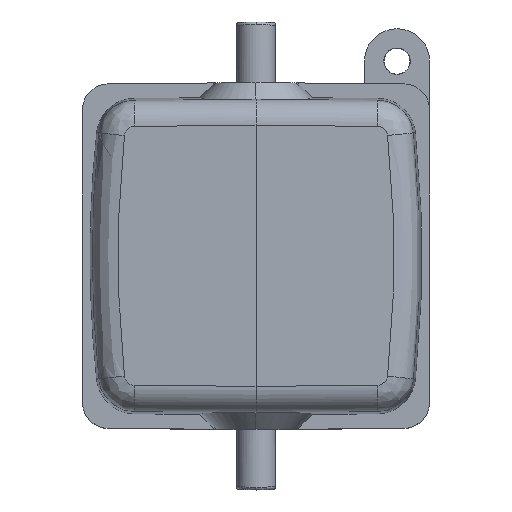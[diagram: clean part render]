
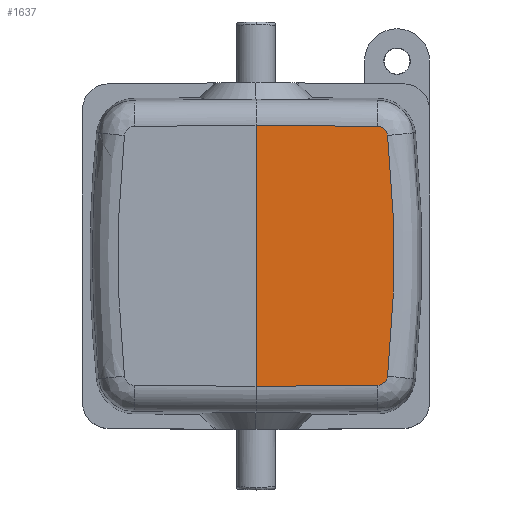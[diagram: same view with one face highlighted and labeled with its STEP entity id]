
A CAD part, top view. The second image highlights one B-rep face of the part: STEP entity #1637.
In plain terms, the highlighted planar face has unit normal (0.009, 0, 1).
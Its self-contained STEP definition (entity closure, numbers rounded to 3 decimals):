
#78 = VERTEX_POINT ( 'NONE', #4264 ) ;
#511 = EDGE_CURVE ( 'NONE', #5026, #2578, #7283, .T. ) ;
#565 = CARTESIAN_POINT ( 'NONE',  ( 9.721, 9.886, 13.915 ) ) ;
#619 = CARTESIAN_POINT ( 'NONE',  ( 9.34, 9.96, 13.918 ) ) ;
#631 = VERTEX_POINT ( 'NONE', #2167 ) ;
#782 = EDGE_CURVE ( 'NONE', #2414, #5026, #1814, .T. ) ;
#1114 = CARTESIAN_POINT ( 'NONE',  ( 10.083, 9.44, 13.912 ) ) ;
#1309 = ORIENTED_EDGE ( 'NONE', *, *, #5190, .T. ) ;
#1453 = CARTESIAN_POINT ( 'NONE',  ( 5.023, 9.997, 13.956 ) ) ;
#1637 = ADVANCED_FACE ( 'NONE', ( #3387 ), #3616, .F. ) ;
#1677 = VECTOR ( 'NONE', #2570, 1000. ) ;
#1687 = CARTESIAN_POINT ( 'NONE',  ( 0., -10.04, 14. ) ) ;
#1765 = EDGE_CURVE ( 'NONE', #4792, #631, #6070, .T. ) ;
#1814 = B_SPLINE_CURVE_WITH_KNOTS ( 'NONE', 3,
 ( #6022, #6091, #6083, #6114, #6140, #6158, #6180, #6188 ),
 .UNSPECIFIED., .F., .F.,
 ( 4, 2, 2, 4 ),
 ( 0., 0.25, 0.5, 1. ),
 .UNSPECIFIED. ) ;
#2167 = CARTESIAN_POINT ( 'NONE',  ( 0., 10.04, 14. ) ) ;
#2301 = CARTESIAN_POINT ( 'NONE',  ( 10.12, 9.252, 13.912 ) ) ;
#2414 = VERTEX_POINT ( 'NONE', #4899 ) ;
#2477 = AXIS2_PLACEMENT_3D ( 'NONE', #4429, #5738, #6860 ) ;
#2570 = DIRECTION ( 'NONE',  ( 1., -0.009, -0.009 ) ) ;
#2578 = VERTEX_POINT ( 'NONE', #6410 ) ;
#2974 = DIRECTION ( 'NONE',  ( 0., 1., 0. ) ) ;
#3110 = B_SPLINE_CURVE_WITH_KNOTS ( 'NONE', 3,
 ( #3445, #5157, #1114, #5551, #7064, #565, #5845, #619 ),
 .UNSPECIFIED., .F., .F.,
 ( 4, 2, 2, 4 ),
 ( 0., 0.25, 0.5, 1. ),
 .UNSPECIFIED. ) ;
#3387 = FACE_OUTER_BOUND ( 'NONE', #5395, .T. ) ;
#3412 = EDGE_CURVE ( 'NONE', #631, #78, #4392, .T. ) ;
#3426 = CARTESIAN_POINT ( 'NONE',  ( 0., 0., 14. ) ) ;
#3445 = CARTESIAN_POINT ( 'NONE',  ( 10.12, 9.252, 13.912 ) ) ;
#3616 = PLANE ( 'NONE',  #2477 ) ;
#3769 = EDGE_CURVE ( 'NONE', #2414, #4792, #5412, .T. ) ;
#3846 = ORIENTED_EDGE ( 'NONE', *, *, #3412, .F. ) ;
#4066 = CARTESIAN_POINT ( 'NONE',  ( 10.12, -9.252, 13.912 ) ) ;
#4264 = CARTESIAN_POINT ( 'NONE',  ( 9.34, 9.96, 13.918 ) ) ;
#4392 = LINE ( 'NONE', #1453, #1677 ) ;
#4429 = CARTESIAN_POINT ( 'NONE',  ( 0., 0., 14. ) ) ;
#4470 = VECTOR ( 'NONE', #2974, 1000. ) ;
#4675 = ORIENTED_EDGE ( 'NONE', *, *, #1765, .F. ) ;
#4792 = VERTEX_POINT ( 'NONE', #1687 ) ;
#4899 = CARTESIAN_POINT ( 'NONE',  ( 9.34, -9.96, 13.918 ) ) ;
#5026 = VERTEX_POINT ( 'NONE', #4066 ) ;
#5152 = CARTESIAN_POINT ( 'NONE',  ( 5.023, -9.997, 13.956 ) ) ;
#5157 = CARTESIAN_POINT ( 'NONE',  ( 10.11, 9.349, 13.912 ) ) ;
#5190 = EDGE_CURVE ( 'NONE', #2578, #78, #3110, .T. ) ;
#5340 = CARTESIAN_POINT ( 'NONE',  ( 10.609, -3.095, 13.907 ) ) ;
#5364 = CARTESIAN_POINT ( 'NONE',  ( 10.12, -9.252, 13.912 ) ) ;
#5390 = CARTESIAN_POINT ( 'NONE',  ( 10.609, 3.095, 13.907 ) ) ;
#5395 = EDGE_LOOP ( 'NONE', ( #5843, #7113, #1309, #3846, #4675, #5494 ) ) ;
#5412 = LINE ( 'NONE', #5152, #6284 ) ;
#5445 = CARTESIAN_POINT ( 'NONE',  ( 10.446, -6.179, 13.909 ) ) ;
#5494 = ORIENTED_EDGE ( 'NONE', *, *, #3769, .F. ) ;
#5551 = CARTESIAN_POINT ( 'NONE',  ( 9.995, 9.614, 13.913 ) ) ;
#5738 = DIRECTION ( 'NONE',  ( -0.009, 0., -1. ) ) ;
#5843 = ORIENTED_EDGE ( 'NONE', *, *, #782, .T. ) ;
#5845 = CARTESIAN_POINT ( 'NONE',  ( 9.535, 9.958, 13.917 ) ) ;
#6022 = CARTESIAN_POINT ( 'NONE',  ( 9.34, -9.96, 13.918 ) ) ;
#6070 = LINE ( 'NONE', #3426, #4470 ) ;
#6083 = CARTESIAN_POINT ( 'NONE',  ( 9.531, -9.941, 13.917 ) ) ;
#6091 = CARTESIAN_POINT ( 'NONE',  ( 9.437, -9.959, 13.918 ) ) ;
#6114 = CARTESIAN_POINT ( 'NONE',  ( 9.712, -9.87, 13.915 ) ) ;
#6140 = CARTESIAN_POINT ( 'NONE',  ( 9.793, -9.82, 13.915 ) ) ;
#6158 = CARTESIAN_POINT ( 'NONE',  ( 10.009, -9.624, 13.913 ) ) ;
#6180 = CARTESIAN_POINT ( 'NONE',  ( 10.1, -9.445, 13.912 ) ) ;
#6188 = CARTESIAN_POINT ( 'NONE',  ( 10.12, -9.252, 13.912 ) ) ;
#6284 = VECTOR ( 'NONE', #6697, 1000. ) ;
#6410 = CARTESIAN_POINT ( 'NONE',  ( 10.12, 9.252, 13.912 ) ) ;
#6697 = DIRECTION ( 'NONE',  ( -1., -0.009, 0.009 ) ) ;
#6860 = DIRECTION ( 'NONE',  ( -1., 0., 0.009 ) ) ;
#6968 = CARTESIAN_POINT ( 'NONE',  ( 10.446, 6.179, 13.909 ) ) ;
#7064 = CARTESIAN_POINT ( 'NONE',  ( 9.938, 9.689, 13.913 ) ) ;
#7113 = ORIENTED_EDGE ( 'NONE', *, *, #511, .T. ) ;
#7283 = B_SPLINE_CURVE_WITH_KNOTS ( 'NONE', 3,
 ( #5364, #5445, #5340, #5390, #6968, #2301 ),
 .UNSPECIFIED., .F., .F.,
 ( 4, 2, 4 ),
 ( 0., 0.5, 1. ),
 .UNSPECIFIED. ) ;
